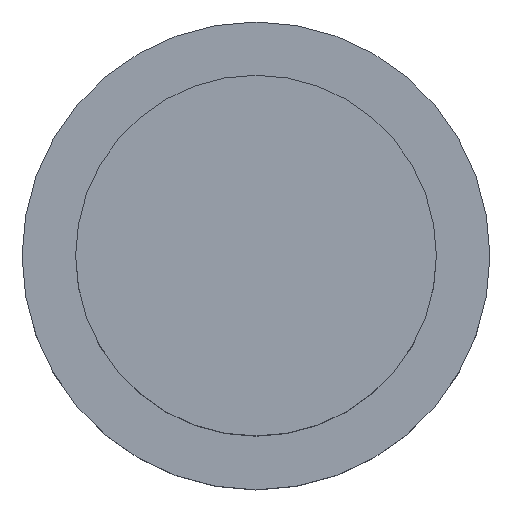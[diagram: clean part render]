
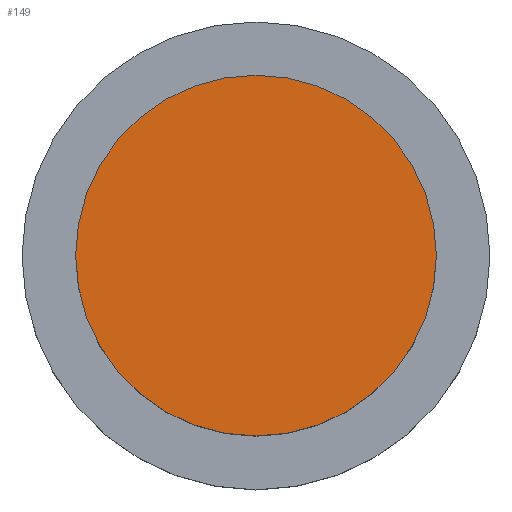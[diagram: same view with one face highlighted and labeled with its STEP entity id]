
A CAD part, top view. The second image highlights one B-rep face of the part: STEP entity #149.
In plain terms, the highlighted planar face has unit normal (0, 0, 1).
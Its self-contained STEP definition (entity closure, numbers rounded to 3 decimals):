
#120 = VERTEX_POINT('',#121);
#121 = CARTESIAN_POINT('',(12.725,-105.663,5.));
#129 = EDGE_CURVE('',#120,#120,#130,.T.);
#130 = CIRCLE('',#131,3.2);
#131 = AXIS2_PLACEMENT_3D('',#132,#133,#134);
#132 = CARTESIAN_POINT('',(9.525,-105.663,5.));
#133 = DIRECTION('',(0.,0.,1.));
#134 = DIRECTION('',(1.,0.,0.));
#149 = ADVANCED_FACE('',(#150),#153,.T.);
#150 = FACE_BOUND('',#151,.T.);
#151 = EDGE_LOOP('',(#152));
#152 = ORIENTED_EDGE('',*,*,#129,.T.);
#153 = PLANE('',#154);
#154 = AXIS2_PLACEMENT_3D('',#155,#156,#157);
#155 = CARTESIAN_POINT('',(9.525,-105.663,5.));
#156 = DIRECTION('',(0.,0.,1.));
#157 = DIRECTION('',(1.,0.,0.));
